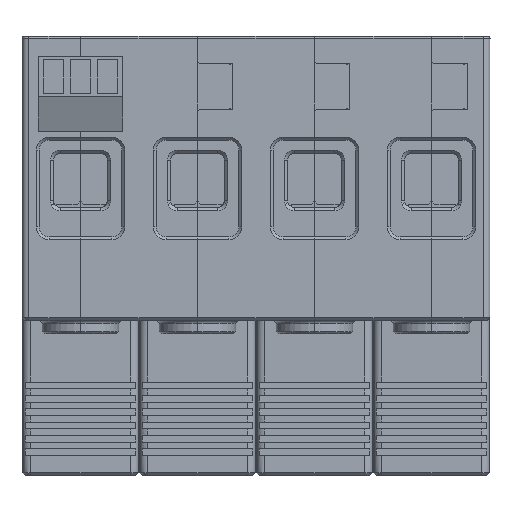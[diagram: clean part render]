
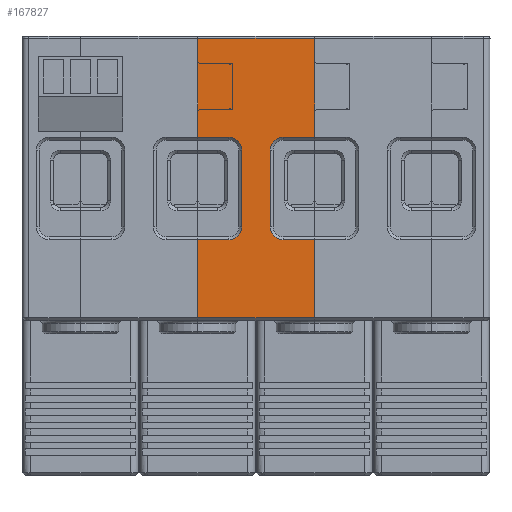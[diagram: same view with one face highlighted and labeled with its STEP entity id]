
A CAD part, left-side view. The second image highlights one B-rep face of the part: STEP entity #167827.
In plain terms, the highlighted planar face has unit normal (1, 0, 0).
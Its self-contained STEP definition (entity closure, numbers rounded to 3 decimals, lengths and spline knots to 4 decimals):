
#126300=DIRECTION('',(0.,0.,1.));
#126301=VECTOR('',#126300,0.4606);
#126302=CARTESIAN_POINT('',(-1.5591,1.0591,
0.2913));
#126303=LINE('',#126302,#126301);
#143083=DIRECTION('',(0.,-1.,0.));
#143084=VECTOR('',#143083,0.185);
#143085=CARTESIAN_POINT('',(-1.5591,1.2441,
0.752));
#143086=LINE('',#143085,#143084);
#143119=DIRECTION('',(0.,0.,-1.));
#143120=VECTOR('',#143119,0.4528);
#143121=CARTESIAN_POINT('',(-1.5591,1.3189,
1.2795));
#143122=LINE('',#143121,#143120);
#143148=DIRECTION('',(0.,1.,0.));
#143149=VECTOR('',#143148,0.185);
#143150=CARTESIAN_POINT('',(-1.5591,1.0591,
1.3543));
#143151=LINE('',#143150,#143149);
#143155=DIRECTION('',(0.,0.,-1.));
#143156=VECTOR('',#143155,0.5827);
#143157=CARTESIAN_POINT('',(-1.5591,1.748,
1.937));
#143158=LINE('',#143157,#143156);
#143162=DIRECTION('',(0.,-1.,0.));
#143163=VECTOR('',#143162,0.185);
#143164=CARTESIAN_POINT('',(-1.5591,1.748,
1.3543));
#143165=LINE('',#143164,#143163);
#143169=CARTESIAN_POINT('',(-1.5591,1.563,
1.2795));
#143170=DIRECTION('',(1.,0.,0.));
#143171=DIRECTION('',(0.,0.,1.));
#143172=AXIS2_PLACEMENT_3D('',#143169,#143170,#143171);
#143177=CARTESIAN_POINT('',(-1.5591,1.563,
0.8268));
#143178=DIRECTION('',(1.,0.,0.));
#143179=DIRECTION('',(0.,-1.,0.));
#143180=AXIS2_PLACEMENT_3D('',#143177,#143178,#143179);
#143185=DIRECTION('',(0.,0.,-1.));
#143186=VECTOR('',#143185,0.4606);
#143187=CARTESIAN_POINT('',(-1.5591,1.748,
0.752));
#143188=LINE('',#143187,#143186);
#143192=CARTESIAN_POINT('',(-1.5591,1.2441,
0.8268));
#143193=DIRECTION('',(1.,0.,0.));
#143194=DIRECTION('',(0.,0.,-1.));
#143195=AXIS2_PLACEMENT_3D('',#143192,#143193,#143194);
#143200=CARTESIAN_POINT('',(-1.5591,1.2441,
1.2795));
#143201=DIRECTION('',(1.,0.,0.));
#143202=DIRECTION('',(0.,1.,0.));
#143203=AXIS2_PLACEMENT_3D('',#143200,#143201,#143202);
#143208=DIRECTION('',(0.,0.,1.));
#143209=VECTOR('',#143208,0.5827);
#143210=CARTESIAN_POINT('',(-1.5591,1.0591,
1.3543));
#143211=LINE('',#143210,#143209);
#143292=DIRECTION('',(0.,-1.,0.));
#143293=VECTOR('',#143292,0.185);
#143294=CARTESIAN_POINT('',(-1.5591,1.748,
0.752));
#143295=LINE('',#143294,#143293);
#143328=DIRECTION('',(0.,0.,1.));
#143329=VECTOR('',#143328,0.4528);
#143330=CARTESIAN_POINT('',(-1.5591,1.4882,
0.8268));
#143331=LINE('',#143330,#143329);
#143357=DIRECTION('',(0.,-1.,0.));
#143358=VECTOR('',#143357,0.689);
#143359=CARTESIAN_POINT('',(-1.5591,1.748,
0.2913));
#143360=LINE('',#143359,#143358);
#145418=DIRECTION('',(0.,1.,0.));
#145419=VECTOR('',#145418,0.689);
#145420=CARTESIAN_POINT('',(-1.5591,1.0591,
1.937));
#145421=LINE('',#145420,#145419);
#147912=CARTESIAN_POINT('',(-1.5591,1.0591,
1.3543));
#147913=VERTEX_POINT('',#147912);
#147914=CARTESIAN_POINT('',(-1.5591,1.0591,
1.937));
#147915=VERTEX_POINT('',#147914);
#149160=CARTESIAN_POINT('',(-1.5591,1.748,
1.3543));
#149161=VERTEX_POINT('',#149160);
#149162=CARTESIAN_POINT('',(-1.5591,1.748,
1.937));
#149163=VERTEX_POINT('',#149162);
#149416=CARTESIAN_POINT('',(-1.5591,1.748,
0.2913));
#149417=VERTEX_POINT('',#149416);
#149418=CARTESIAN_POINT('',(-1.5591,1.748,
0.752));
#149419=VERTEX_POINT('',#149418);
#149820=CARTESIAN_POINT('',(-1.5591,1.563,
1.3543));
#149821=VERTEX_POINT('',#149820);
#149822=CARTESIAN_POINT('',(-1.5591,1.2441,
1.3543));
#149823=VERTEX_POINT('',#149822);
#149824=CARTESIAN_POINT('',(-1.5591,1.3189,
1.2795));
#149825=VERTEX_POINT('',#149824);
#149826=CARTESIAN_POINT('',(-1.5591,1.3189,
0.8268));
#149827=VERTEX_POINT('',#149826);
#149828=CARTESIAN_POINT('',(-1.5591,1.2441,
0.752));
#149829=VERTEX_POINT('',#149828);
#149830=CARTESIAN_POINT('',(-1.5591,1.0591,
0.752));
#149831=VERTEX_POINT('',#149830);
#149832=CARTESIAN_POINT('',(-1.5591,1.0591,
0.2913));
#149833=VERTEX_POINT('',#149832);
#149834=CARTESIAN_POINT('',(-1.5591,1.563,
0.752));
#149835=VERTEX_POINT('',#149834);
#149836=CARTESIAN_POINT('',(-1.5591,1.4882,
0.8268));
#149837=VERTEX_POINT('',#149836);
#149838=CARTESIAN_POINT('',(-1.5591,1.4882,
1.2795));
#149839=VERTEX_POINT('',#149838);
#167797=CARTESIAN_POINT('',(-1.5591,1.4035,
1.1142));
#167798=DIRECTION('',(1.,0.,0.));
#167799=DIRECTION('',(0.,0.,1.));
#167800=AXIS2_PLACEMENT_3D('',#167797,#167798,#167799);
#167801=PLANE('',#167800);
#167802=ORIENTED_EDGE('',*,*,#152938,.T.);
#167804=ORIENTED_EDGE('',*,*,#167803,.T.);
#167806=ORIENTED_EDGE('',*,*,#167805,.T.);
#167808=ORIENTED_EDGE('',*,*,#167807,.F.);
#167810=ORIENTED_EDGE('',*,*,#167809,.T.);
#167812=ORIENTED_EDGE('',*,*,#167811,.F.);
#167813=ORIENTED_EDGE('',*,*,#153297,.T.);
#167815=ORIENTED_EDGE('',*,*,#167814,.T.);
#167816=ORIENTED_EDGE('',*,*,#154250,.T.);
#167817=ORIENTED_EDGE('',*,*,#167736,.F.);
#167818=ORIENTED_EDGE('',*,*,#167751,.T.);
#167819=ORIENTED_EDGE('',*,*,#167765,.F.);
#167820=ORIENTED_EDGE('',*,*,#167779,.T.);
#167821=ORIENTED_EDGE('',*,*,#167789,.F.);
#167822=ORIENTED_EDGE('',*,*,#152193,.T.);
#167824=ORIENTED_EDGE('',*,*,#167823,.T.);
#167825=EDGE_LOOP('',(#167802,#167804,#167806,#167808,#167810,#167812,#167813,
#167815,#167816,#167817,#167818,#167819,#167820,#167821,#167822,#167824));
#167826=FACE_OUTER_BOUND('',#167825,.F.);
#167827=ADVANCED_FACE('',(#167826),#167801,.T.);
#143173=CIRCLE('',#143172,0.0748);
#143181=CIRCLE('',#143180,0.0748);
#143196=CIRCLE('',#143195,0.0748);
#143204=CIRCLE('',#143203,0.0748);
#152193=EDGE_CURVE('',#147913,#147915,#143211,.T.);
#152938=EDGE_CURVE('',#149163,#149161,#143158,.T.);
#153297=EDGE_CURVE('',#149419,#149417,#143188,.T.);
#154250=EDGE_CURVE('',#149833,#149831,#126303,.T.);
#167736=EDGE_CURVE('',#149829,#149831,#143086,.T.);
#167751=EDGE_CURVE('',#149829,#149827,#143196,.T.);
#167765=EDGE_CURVE('',#149825,#149827,#143122,.T.);
#167779=EDGE_CURVE('',#149825,#149823,#143204,.T.);
#167789=EDGE_CURVE('',#147913,#149823,#143151,.T.);
#167803=EDGE_CURVE('',#149161,#149821,#143165,.T.);
#167805=EDGE_CURVE('',#149821,#149839,#143173,.T.);
#167807=EDGE_CURVE('',#149837,#149839,#143331,.T.);
#167809=EDGE_CURVE('',#149837,#149835,#143181,.T.);
#167811=EDGE_CURVE('',#149419,#149835,#143295,.T.);
#167814=EDGE_CURVE('',#149417,#149833,#143360,.T.);
#167823=EDGE_CURVE('',#147915,#149163,#145421,.T.);
